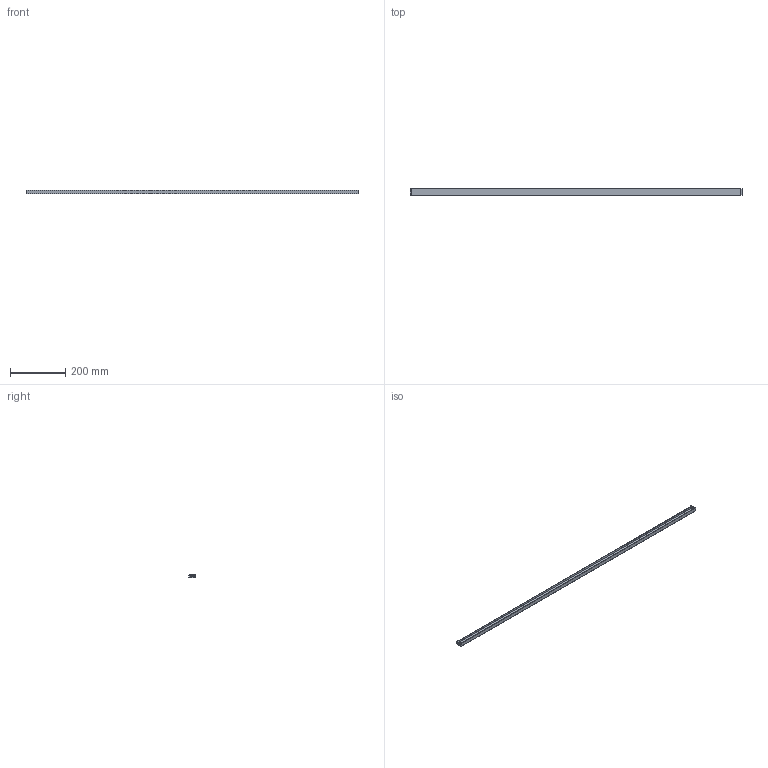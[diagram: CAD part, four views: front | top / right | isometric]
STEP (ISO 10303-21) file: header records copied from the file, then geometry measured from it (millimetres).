
FILE_DESCRIPTION(/* description */ (''),/* implementation_level */ '2;1');
FILE_NAME(/* name */ '5f46abdf38339615d1278183',/* time_stamp */ '2020-08-26T18:37:20+00:00',/* author */ (''),/* organization */ (''),/* preprocessor_version */ 'ST-DEVELOPER v16.7',/* originating_system */ $,/* authorisation */ $);
FILE_SCHEMA (('AUTOMOTIVE_DESIGN {1 0 10303 214 3 1 1}'));
Length unit declared in the file: metre
Products named in the file (1): crossbeam-front
Bounding box: 1200 x 25 x 14 mm (x, y, z)
Volume: 79852.7 mm3; surface area: 108815.9 mm2
Topology: 1 solids, 1 shells, 22 faces, 62 edges, 42 vertices
Faces by surface type: plane 16, cylinder 6
Full cylindrical faces by diameter (mm): 3.3 x2, 5.5 x2
Entity records: 722 total; most frequent: CARTESIAN_POINT 119, DIRECTION 114, ORIENTED_EDGE 112, EDGE_CURVE 56, LINE 44, VECTOR 44, VERTEX_POINT 40, AXIS2_PLACEMENT_3D 35
